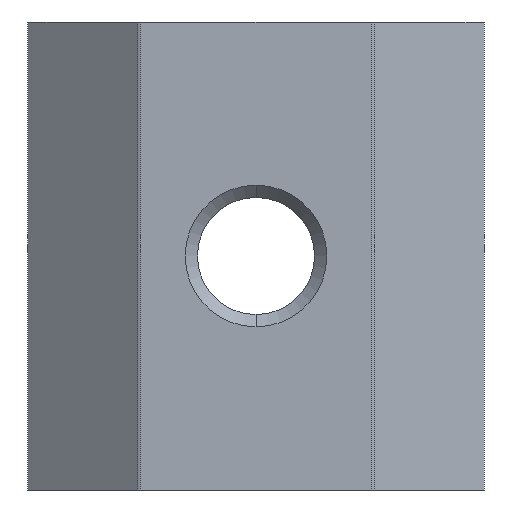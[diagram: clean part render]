
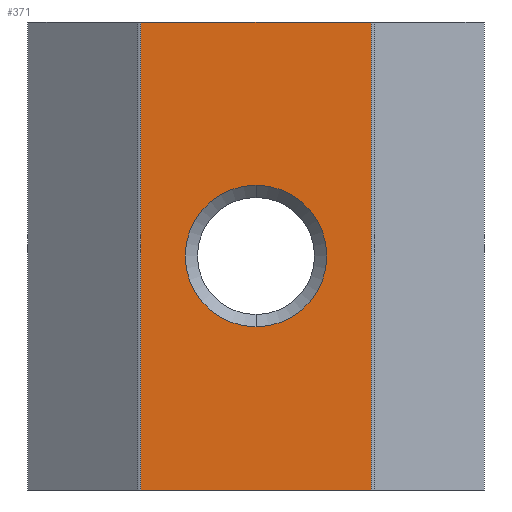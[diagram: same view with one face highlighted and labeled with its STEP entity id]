
A CAD part, front view. The second image highlights one B-rep face of the part: STEP entity #371.
In plain terms, the highlighted planar face has unit normal (0, -1, 0).
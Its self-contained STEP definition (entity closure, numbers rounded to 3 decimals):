
#8 = CARTESIAN_POINT ( 'NONE',  ( 0., -10.5, 0. ) ) ;
#26 = VERTEX_POINT ( 'NONE', #855 ) ;
#27 = EDGE_CURVE ( 'NONE', #26, #830, #479, .T. ) ;
#28 = DIRECTION ( 'NONE',  ( 0., 0., 1. ) ) ;
#54 = CARTESIAN_POINT ( 'NONE',  ( 4.931, -10.5, -10. ) ) ;
#77 = VERTEX_POINT ( 'NONE', #660 ) ;
#82 = DIRECTION ( 'NONE',  ( 0., 0., 1. ) ) ;
#93 = CARTESIAN_POINT ( 'NONE',  ( 4.931, -10.5, 10. ) ) ;
#113 = FACE_OUTER_BOUND ( 'NONE', #646, .T. ) ;
#127 = PLANE ( 'NONE',  #158 ) ;
#133 = ORIENTED_EDGE ( 'NONE', *, *, #757, .F. ) ;
#151 = CARTESIAN_POINT ( 'NONE',  ( -4.931, -10.5, 10. ) ) ;
#153 = DIRECTION ( 'NONE',  ( 0., 0., 1. ) ) ;
#158 = AXIS2_PLACEMENT_3D ( 'NONE', #406, #816, #412 ) ;
#186 = DIRECTION ( 'NONE',  ( 0., 0., -1. ) ) ;
#206 = EDGE_LOOP ( 'NONE', ( #515, #674 ) ) ;
#221 = DIRECTION ( 'NONE',  ( 0., 1., 0. ) ) ;
#233 = VERTEX_POINT ( 'NONE', #276 ) ;
#244 = ORIENTED_EDGE ( 'NONE', *, *, #639, .T. ) ;
#267 = ORIENTED_EDGE ( 'NONE', *, *, #27, .T. ) ;
#275 = VECTOR ( 'NONE', #330, 1000. ) ;
#276 = CARTESIAN_POINT ( 'NONE',  ( 4.931, -10.5, 10. ) ) ;
#297 = VECTOR ( 'NONE', #28, 1000. ) ;
#330 = DIRECTION ( 'NONE',  ( 1., 0., 0. ) ) ;
#334 = LINE ( 'NONE', #589, #695 ) ;
#371 = ADVANCED_FACE ( 'NONE', ( #751, #113 ), #127, .F. ) ;
#395 = EDGE_CURVE ( 'NONE', #519, #26, #334, .T. ) ;
#406 = CARTESIAN_POINT ( 'NONE',  ( -5., -10.5, 10. ) ) ;
#412 = DIRECTION ( 'NONE',  ( 0., 0., 1. ) ) ;
#452 = CIRCLE ( 'NONE', #745, 3.025 ) ;
#470 = CARTESIAN_POINT ( 'NONE',  ( 0., -10.5, -3.025 ) ) ;
#479 = LINE ( 'NONE', #523, #547 ) ;
#487 = EDGE_CURVE ( 'NONE', #77, #741, #452, .T. ) ;
#507 = AXIS2_PLACEMENT_3D ( 'NONE', #702, #699, #82 ) ;
#515 = ORIENTED_EDGE ( 'NONE', *, *, #521, .T. ) ;
#519 = VERTEX_POINT ( 'NONE', #151 ) ;
#521 = EDGE_CURVE ( 'NONE', #741, #77, #848, .T. ) ;
#523 = CARTESIAN_POINT ( 'NONE',  ( -5., -10.5, -10. ) ) ;
#547 = VECTOR ( 'NONE', #729, 1000. ) ;
#585 = LINE ( 'NONE', #93, #297 ) ;
#589 = CARTESIAN_POINT ( 'NONE',  ( -4.931, -10.5, 10. ) ) ;
#620 = LINE ( 'NONE', #754, #275 ) ;
#639 = EDGE_CURVE ( 'NONE', #830, #233, #585, .T. ) ;
#646 = EDGE_LOOP ( 'NONE', ( #267, #244, #133, #755 ) ) ;
#660 = CARTESIAN_POINT ( 'NONE',  ( 0., -10.5, 3.025 ) ) ;
#674 = ORIENTED_EDGE ( 'NONE', *, *, #487, .T. ) ;
#695 = VECTOR ( 'NONE', #186, 1000. ) ;
#699 = DIRECTION ( 'NONE',  ( 0., 1., 0. ) ) ;
#702 = CARTESIAN_POINT ( 'NONE',  ( 0., -10.5, 0. ) ) ;
#729 = DIRECTION ( 'NONE',  ( 1., 0., 0. ) ) ;
#741 = VERTEX_POINT ( 'NONE', #470 ) ;
#745 = AXIS2_PLACEMENT_3D ( 'NONE', #8, #221, #153 ) ;
#751 = FACE_BOUND ( 'NONE', #206, .T. ) ;
#754 = CARTESIAN_POINT ( 'NONE',  ( -5., -10.5, 10. ) ) ;
#755 = ORIENTED_EDGE ( 'NONE', *, *, #395, .T. ) ;
#757 = EDGE_CURVE ( 'NONE', #519, #233, #620, .T. ) ;
#816 = DIRECTION ( 'NONE',  ( 0., 1., 0. ) ) ;
#830 = VERTEX_POINT ( 'NONE', #54 ) ;
#848 = CIRCLE ( 'NONE', #507, 3.025 ) ;
#855 = CARTESIAN_POINT ( 'NONE',  ( -4.931, -10.5, -10. ) ) ;
